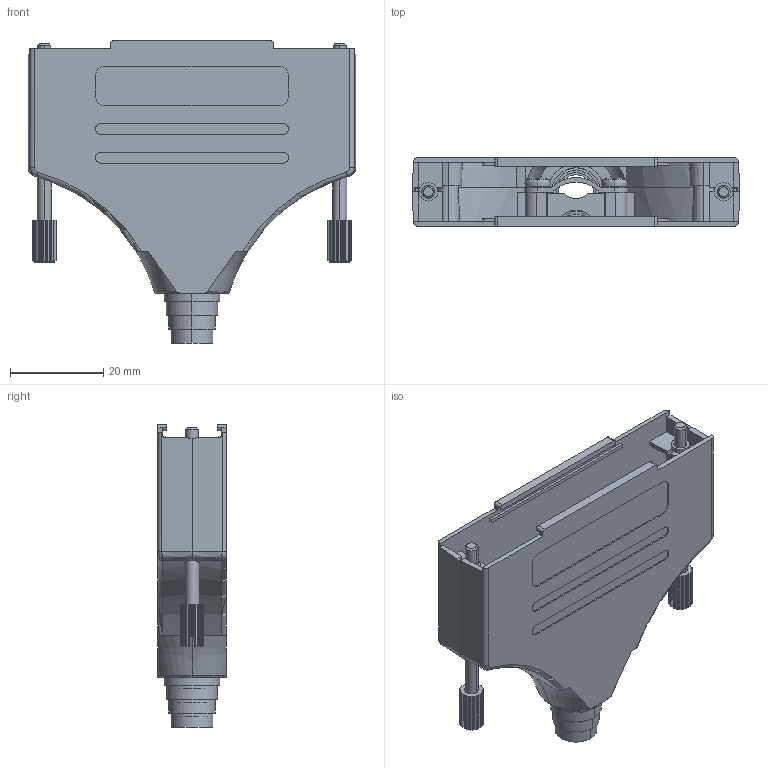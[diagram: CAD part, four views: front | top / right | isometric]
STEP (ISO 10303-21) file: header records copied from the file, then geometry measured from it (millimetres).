
FILE_DESCRIPTION (( 'STEP AP214' ), '1' );
FILE_NAME ('6560-0137-04.STEP', '2022-03-25T10:18:08', ( '' ), ( '' ), 'SwSTEP 2.0', 'SolidWorks 2021', '' );
FILE_SCHEMA (( 'AUTOMOTIVE_DESIGN' ));
Length unit declared in the file: millimetre
Products named in the file (9): 6805-0136-04; 6826-0141-02; 6830-0109-01; 6805-0136-14; Plastic insert MHEE; Cone MHEE; 6560-0137-04; 6855-0117-13; 6855-0117-02
Assembly tree (11 placements, depth 2):
  6560-0137-04
    6805-0136-14
    6805-0136-04
    6826-0141-02  x2
    6830-0109-01
    6855-0117-02  x2
    6855-0117-13  x2
    Cone MHEE
    Plastic insert MHEE
Bounding box: 70.5 x 14.8 x 64.95 mm (x, y, z)
Volume: 10351.1 mm3; surface area: 20309.5 mm2
Topology: 11 solids, 11 shells, 870 faces, 2359 edges, 1546 vertices
Faces by surface type: plane 420, cylinder 342, cone 48, torus 32, bspline 28
Entity records: 25138 total; most frequent: CARTESIAN_POINT 9237, ORIENTED_EDGE 3414, DIRECTION 3104, EDGE_CURVE 1707, VERTEX_POINT 1116, AXIS2_PLACEMENT_3D 1091, LINE 922, VECTOR 922
